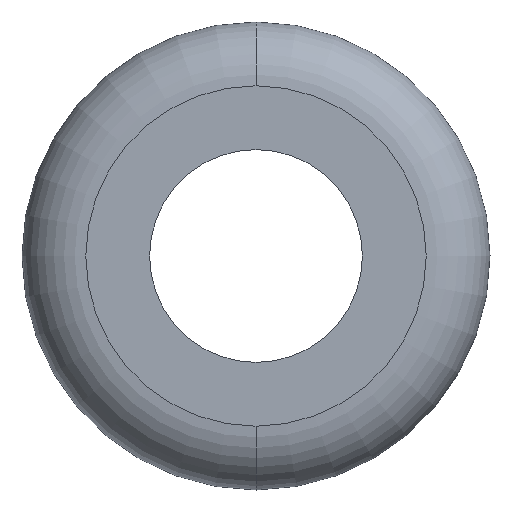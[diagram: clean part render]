
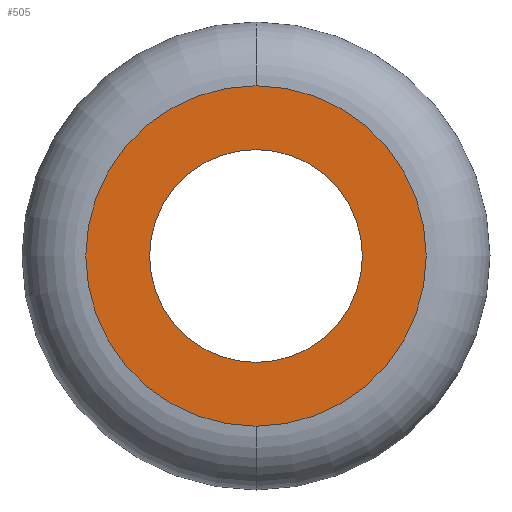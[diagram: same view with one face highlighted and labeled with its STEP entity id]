
A CAD part, front view. The second image highlights one B-rep face of the part: STEP entity #505.
In plain terms, the highlighted planar face has unit normal (0, -1, 0).
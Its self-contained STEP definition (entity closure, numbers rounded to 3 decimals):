
#45 = CARTESIAN_POINT ( 'NONE',  ( 0., -2.5, 0. ) ) ;
#48 = AXIS2_PLACEMENT_3D ( 'NONE', #360, #328, #53 ) ;
#53 = DIRECTION ( 'NONE',  ( 0., 0., 1. ) ) ;
#61 = ORIENTED_EDGE ( 'NONE', *, *, #252, .T. ) ;
#75 = CIRCLE ( 'NONE', #398, 4. ) ;
#92 = PLANE ( 'NONE',  #48 ) ;
#104 = VERTEX_POINT ( 'NONE', #476 ) ;
#125 = EDGE_LOOP ( 'NONE', ( #216, #445 ) ) ;
#126 = CARTESIAN_POINT ( 'NONE',  ( 0., -2.5, -4. ) ) ;
#149 = DIRECTION ( 'NONE',  ( 0., 0., 1. ) ) ;
#153 = VERTEX_POINT ( 'NONE', #308 ) ;
#166 = DIRECTION ( 'NONE',  ( 0., 0., 1. ) ) ;
#172 = DIRECTION ( 'NONE',  ( 0., 1., 0. ) ) ;
#191 = EDGE_CURVE ( 'NONE', #299, #367, #75, .T. ) ;
#199 = DIRECTION ( 'NONE',  ( 0., 0., 1. ) ) ;
#212 = AXIS2_PLACEMENT_3D ( 'NONE', #45, #453, #374 ) ;
#216 = ORIENTED_EDGE ( 'NONE', *, *, #191, .F. ) ;
#230 = CARTESIAN_POINT ( 'NONE',  ( 0., -2.5, 0. ) ) ;
#234 = DIRECTION ( 'NONE',  ( 0., 1., 0. ) ) ;
#247 = DIRECTION ( 'NONE',  ( 0., 1., 0. ) ) ;
#250 = CARTESIAN_POINT ( 'NONE',  ( 0., -2.5, 0. ) ) ;
#252 = EDGE_CURVE ( 'NONE', #153, #104, #510, .T. ) ;
#269 = FACE_OUTER_BOUND ( 'NONE', #125, .T. ) ;
#299 = VERTEX_POINT ( 'NONE', #315 ) ;
#308 = CARTESIAN_POINT ( 'NONE',  ( 0., -2.5, 2.5 ) ) ;
#315 = CARTESIAN_POINT ( 'NONE',  ( 0., -2.5, 4. ) ) ;
#328 = DIRECTION ( 'NONE',  ( 0., 1., 0. ) ) ;
#330 = ORIENTED_EDGE ( 'NONE', *, *, #457, .T. ) ;
#342 = CIRCLE ( 'NONE', #494, 2.5 ) ;
#360 = CARTESIAN_POINT ( 'NONE',  ( 0., -2.5, -2.5 ) ) ;
#367 = VERTEX_POINT ( 'NONE', #126 ) ;
#374 = DIRECTION ( 'NONE',  ( 0., 0., 1. ) ) ;
#398 = AXIS2_PLACEMENT_3D ( 'NONE', #230, #234, #149 ) ;
#424 = AXIS2_PLACEMENT_3D ( 'NONE', #483, #247, #199 ) ;
#433 = FACE_BOUND ( 'NONE', #499, .T. ) ;
#445 = ORIENTED_EDGE ( 'NONE', *, *, #500, .F. ) ;
#453 = DIRECTION ( 'NONE',  ( 0., 1., 0. ) ) ;
#457 = EDGE_CURVE ( 'NONE', #104, #153, #342, .T. ) ;
#476 = CARTESIAN_POINT ( 'NONE',  ( 0., -2.5, -2.5 ) ) ;
#478 = CIRCLE ( 'NONE', #212, 4. ) ;
#483 = CARTESIAN_POINT ( 'NONE',  ( 0., -2.5, 0. ) ) ;
#494 = AXIS2_PLACEMENT_3D ( 'NONE', #250, #172, #166 ) ;
#499 = EDGE_LOOP ( 'NONE', ( #61, #330 ) ) ;
#500 = EDGE_CURVE ( 'NONE', #367, #299, #478, .T. ) ;
#505 = ADVANCED_FACE ( 'NONE', ( #269, #433 ), #92, .F. ) ;
#510 = CIRCLE ( 'NONE', #424, 2.5 ) ;
